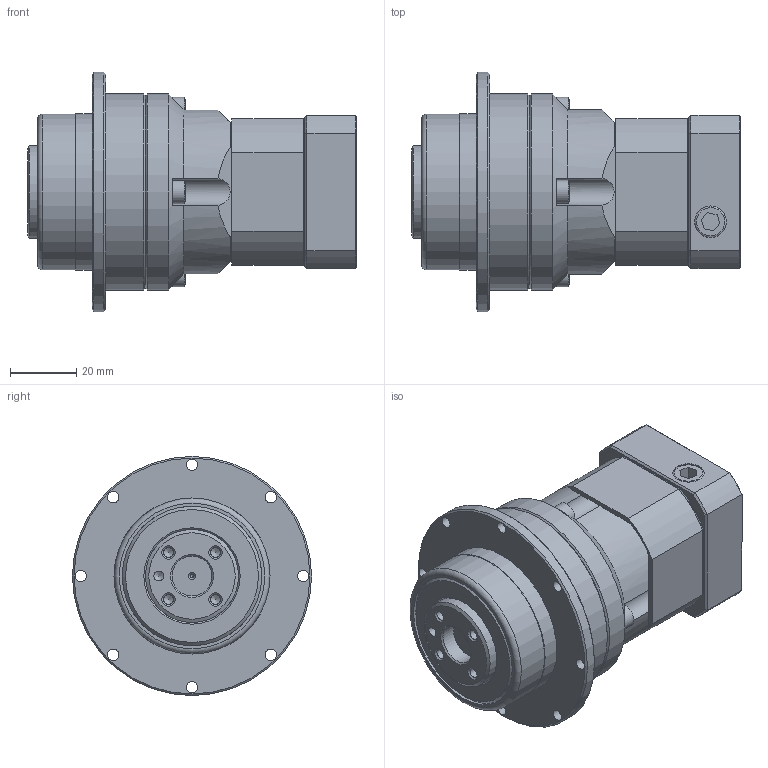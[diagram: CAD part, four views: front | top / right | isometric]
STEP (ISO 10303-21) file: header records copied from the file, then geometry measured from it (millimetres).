
FILE_DESCRIPTION((''),'2;1');
FILE_NAME('KSD-47-2.stp','2013-08-12T15:43:54',('young'),(''),'Autodesk Inventor 2012','Autodesk Inventor 2012','');
FILE_SCHEMA(('AUTOMOTIVE_DESIGN { 1 0 10303 214 1 1 1 1 }'));
Length unit declared in the file: millimetre
Products named in the file (1): KSD-47-2
Bounding box: 99 x 72 x 72 mm (x, y, z)
Volume: 105745.8 mm3; surface area: 61384.3 mm2
Topology: 20 solids, 20 shells, 546 faces, 1325 edges, 839 vertices
Faces by surface type: plane 264, cone 136, cylinder 132, torus 14
Full cylindrical faces by diameter (mm): 1 x1, 2.5 x1, 3 x6, 3.3 x12, 3.4 x8, 3.5 x1, 4 x8, 4.5 x4, 5.5 x1, 6 x4, 7 x8, 7.5 x4, 8 x1, 8.2 x2, 9.5 x2, 12 x1, 13 x1, 14.2 x1, 14.8 x1, 15 x2, 19 x1, 23 x1, 25 x3, 28 x2, 30 x2, 32 x2, 33.6 x1, 39.2 x1, 40 x1, 41.98 x1
Entity records: 14554 total; most frequent: CARTESIAN_POINT 2733, DIRECTION 2547, ORIENTED_EDGE 2080, AXIS2_PLACEMENT_3D 1056, EDGE_CURVE 1040, EDGE_LOOP 833, VERTEX_POINT 761, FACE_OUTER_BOUND 546
